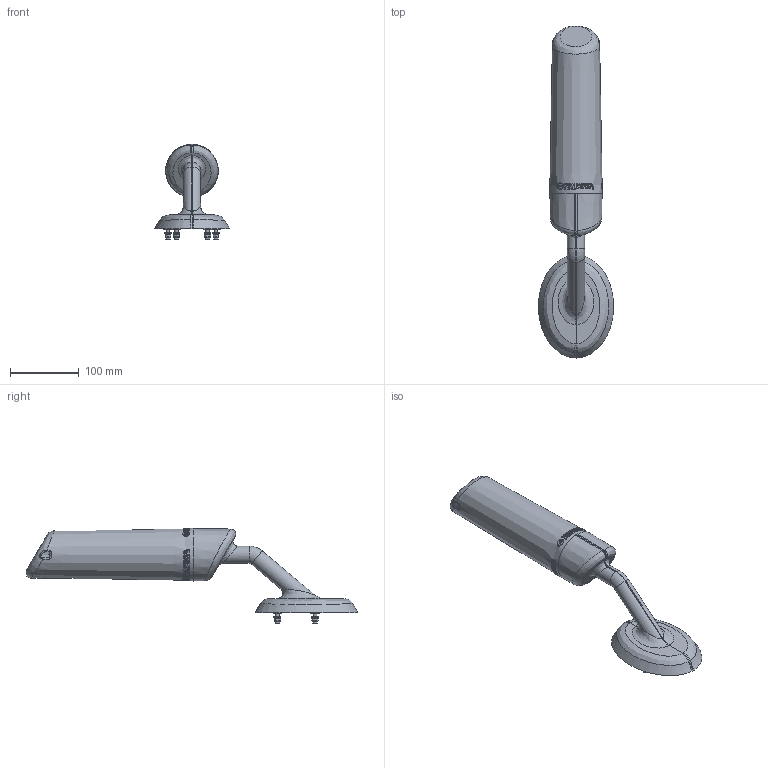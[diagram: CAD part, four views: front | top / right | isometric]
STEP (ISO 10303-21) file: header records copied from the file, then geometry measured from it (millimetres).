
FILE_DESCRIPTION(/* description */ ('Customer part'),/* implementation_level */ '2;1');
FILE_NAME(/* name */ '800000007038_PRT_000.step',/* time_stamp */ '2018-07-16T15:54:38+02:00',/* author */ ('IMPORT'),/* organization */ ('WERMA Signaltechnik GmbH+Co.KG'),/* preprocessor_version */ 'ST-DEVELOPER v17',/* originating_system */ 'Autodesk Inventor 2018',/* authorisation */ 'public');
FILE_SCHEMA (('AUTOMOTIVE_DESIGN { 1 0 10303 214 3 1 1 }'));
Length unit declared in the file: millimetre
Products named in the file (1): 800000007038
Bounding box: 109.64 x 484.05 x 138.87 mm (x, y, z)
Volume: 1287907.3 mm3; surface area: 110856.5 mm2
Topology: 5 solids, 5 shells, 898 faces, 2387 edges, 1587 vertices
Faces by surface type: plane 596, cylinder 142, cone 121, bspline 37, torus 2
Full cylindrical faces by diameter (mm): 5 x4, 5.3 x4, 6.8 x4, 8.8 x1, 10 x4
Entity records: 37730 total; most frequent: CARTESIAN_POINT 15523, ORIENTED_EDGE 4774, DIRECTION 4409, EDGE_CURVE 2387, AXIS2_PLACEMENT_3D 1664, VERTEX_POINT 1587, LINE 1081, VECTOR 1081
